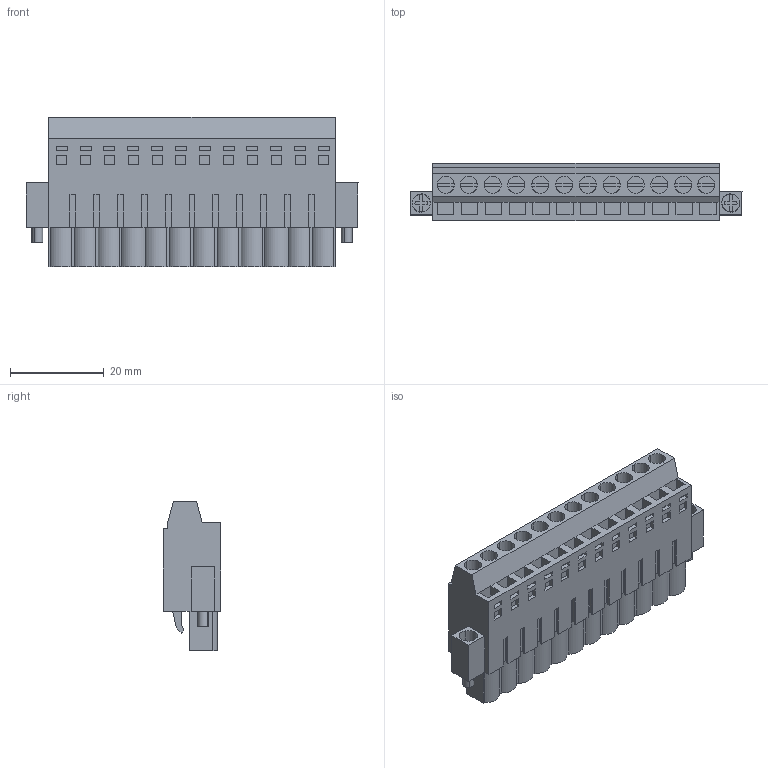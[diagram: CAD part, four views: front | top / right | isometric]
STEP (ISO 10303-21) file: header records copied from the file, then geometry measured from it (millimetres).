
FILE_DESCRIPTION(('CATIA V5 STEP Exchange','CAx-IF Rec.Pracs.--- Model Styling and Organization---1.2---2011-12-15'),'2;1');
FILE_NAME ('D1457370_0_1844320000_1844320000.stp','2017-10-31T20:10:40+00:00',('none'),('Weidmueller'),'CATIA Version 5-6 Release 2014','CATIA V5 STEP AP214','none');
FILE_SCHEMA(('AUTOMOTIVE_DESIGN { 1 0 10303 214 1 1 1 1 }'));
Length unit declared in the file: millimetre
Products named in the file (1): 1844320000
Bounding box: 70.76 x 12.2 x 31.8 mm (x, y, z)
Volume: 16768 mm3; surface area: 9922.5 mm2
Topology: 15 solids, 15 shells, 841 faces, 2326 edges, 1583 vertices
Faces by surface type: plane 717, cylinder 124
Entity records: 25823 total; most frequent: CARTESIAN_POINT 4734, ORIENTED_EDGE 4652, DIRECTION 3375, EDGE_CURVE 2326, VECTOR 2022, LINE 2022, VERTEX_POINT 1583, EDGE_LOOP 913
